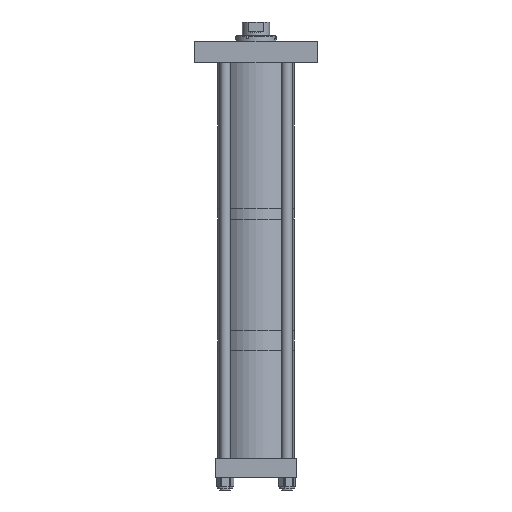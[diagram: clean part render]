
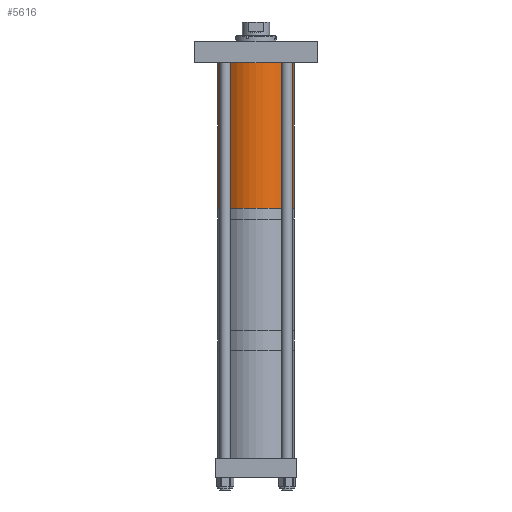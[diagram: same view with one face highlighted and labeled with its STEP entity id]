
A CAD part, front view. The second image highlights one B-rep face of the part: STEP entity #5616.
In plain terms, the highlighted cylindrical face has radius 88.9 mm (diameter 177.8 mm), a partial arc.
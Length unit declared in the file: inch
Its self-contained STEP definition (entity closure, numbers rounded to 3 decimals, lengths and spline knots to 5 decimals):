
#387 = ORIENTED_EDGE ( 'NONE', *, *, #5418, .F. ) ;
#402 = EDGE_CURVE ( 'NONE', #6583, #5497, #8272, .T. ) ;
#586 = AXIS2_PLACEMENT_3D ( 'NONE', #10344, #9495, #5945 ) ;
#1071 = ORIENTED_EDGE ( 'NONE', *, *, #402, .F. ) ;
#1666 = LINE ( 'NONE', #10191, #3692 ) ;
#1712 = FACE_OUTER_BOUND ( 'NONE', #7542, .T. ) ;
#2062 = DIRECTION ( 'NONE',  ( 0., 0., -1. ) ) ;
#3063 = CIRCLE ( 'NONE', #4587, 3.5 ) ;
#3692 = VECTOR ( 'NONE', #10228, 39.37008 ) ;
#4587 = AXIS2_PLACEMENT_3D ( 'NONE', #5234, #5093, #5965 ) ;
#4609 = ORIENTED_EDGE ( 'NONE', *, *, #5905, .T. ) ;
#5093 = DIRECTION ( 'NONE',  ( 0., 0., 1. ) ) ;
#5234 = CARTESIAN_POINT ( 'NONE',  ( 0., 0., 0. ) ) ;
#5418 = EDGE_CURVE ( 'NONE', #5497, #8890, #10030, .T. ) ;
#5485 = DIRECTION ( 'NONE',  ( -1., 0., 0. ) ) ;
#5497 = VERTEX_POINT ( 'NONE', #6128 ) ;
#5545 = VERTEX_POINT ( 'NONE', #7907 ) ;
#5616 = ADVANCED_FACE ( 'NONE', ( #1712 ), #9783, .T. ) ;
#5905 = EDGE_CURVE ( 'NONE', #5545, #8890, #3063, .T. ) ;
#5945 = DIRECTION ( 'NONE',  ( 1., 0., 0. ) ) ;
#5965 = DIRECTION ( 'NONE',  ( 1., 0., 0. ) ) ;
#6128 = CARTESIAN_POINT ( 'NONE',  ( 3.5, 0., 13.33 ) ) ;
#6583 = VERTEX_POINT ( 'NONE', #11109 ) ;
#6688 = ORIENTED_EDGE ( 'NONE', *, *, #8050, .T. ) ;
#7258 = CARTESIAN_POINT ( 'NONE',  ( 3.5, 0., 13.33 ) ) ;
#7542 = EDGE_LOOP ( 'NONE', ( #387, #1071, #6688, #4609 ) ) ;
#7905 = AXIS2_PLACEMENT_3D ( 'NONE', #8026, #9728, #5485 ) ;
#7907 = CARTESIAN_POINT ( 'NONE',  ( -3.5, 0., 0. ) ) ;
#8026 = CARTESIAN_POINT ( 'NONE',  ( 0., 0., 13.33 ) ) ;
#8050 = EDGE_CURVE ( 'NONE', #6583, #5545, #1666, .T. ) ;
#8272 = CIRCLE ( 'NONE', #586, 3.5 ) ;
#8453 = CARTESIAN_POINT ( 'NONE',  ( 3.5, 0., 0. ) ) ;
#8890 = VERTEX_POINT ( 'NONE', #8453 ) ;
#9495 = DIRECTION ( 'NONE',  ( 0., 0., 1. ) ) ;
#9728 = DIRECTION ( 'NONE',  ( 0., 0., -1. ) ) ;
#9783 = CYLINDRICAL_SURFACE ( 'NONE', #7905, 3.5 ) ;
#10030 = LINE ( 'NONE', #7258, #10854 ) ;
#10191 = CARTESIAN_POINT ( 'NONE',  ( -3.5, 0., 13.33 ) ) ;
#10228 = DIRECTION ( 'NONE',  ( 0., 0., -1. ) ) ;
#10344 = CARTESIAN_POINT ( 'NONE',  ( 0., 0., 13.33 ) ) ;
#10854 = VECTOR ( 'NONE', #2062, 39.37008 ) ;
#11109 = CARTESIAN_POINT ( 'NONE',  ( -3.5, 0., 13.33 ) ) ;
